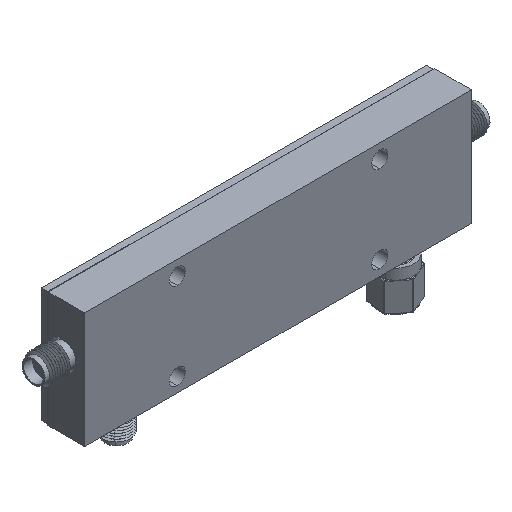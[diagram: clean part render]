
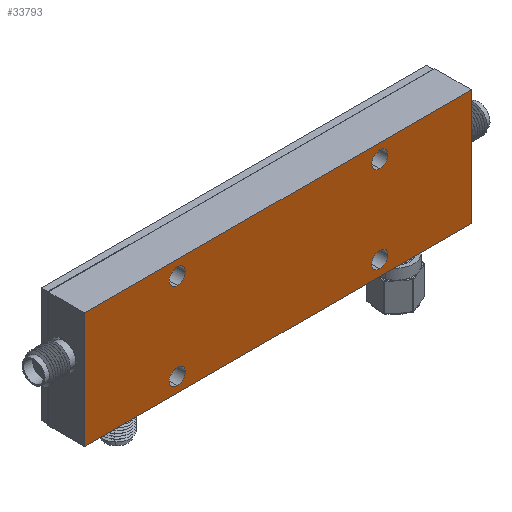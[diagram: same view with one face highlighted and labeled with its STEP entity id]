
A CAD part, isometric view. The second image highlights one B-rep face of the part: STEP entity #33793.
In plain terms, the highlighted planar face has unit normal (0, -1, 0).
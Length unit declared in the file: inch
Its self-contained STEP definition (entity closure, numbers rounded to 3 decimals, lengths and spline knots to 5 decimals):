
#146 = ORIENTED_EDGE ( 'NONE', *, *, #31409, .F. ) ;
#607 = EDGE_LOOP ( 'NONE', ( #146, #15831, #12902, #18082 ) ) ;
#1879 = CARTESIAN_POINT ( 'NONE',  ( -0.87, 0., 0.445 ) ) ;
#2130 = EDGE_CURVE ( 'NONE', #15708, #27319, #2148, .T. ) ;
#2148 = CIRCLE ( 'NONE', #5732, 0.07 ) ;
#2186 = ORIENTED_EDGE ( 'NONE', *, *, #27019, .T. ) ;
#2997 = FACE_BOUND ( 'NONE', #30601, .T. ) ;
#3003 = CARTESIAN_POINT ( 'NONE',  ( -0.87, 0., 0.375 ) ) ;
#3327 = CIRCLE ( 'NONE', #18941, 0.07 ) ;
#3818 = CARTESIAN_POINT ( 'NONE',  ( -1.67, 0., 0.5 ) ) ;
#4020 = DIRECTION ( 'NONE',  ( 0., 1., 0. ) ) ;
#4925 = AXIS2_PLACEMENT_3D ( 'NONE', #3003, #6353, #41165 ) ;
#5075 = CARTESIAN_POINT ( 'NONE',  ( 1.67, 0., -0.5 ) ) ;
#5732 = AXIS2_PLACEMENT_3D ( 'NONE', #18220, #4020, #35403 ) ;
#5895 = CARTESIAN_POINT ( 'NONE',  ( 0., 0., 0. ) ) ;
#5950 = CARTESIAN_POINT ( 'NONE',  ( 0.88, 0., -0.305 ) ) ;
#6353 = DIRECTION ( 'NONE',  ( 0., 1., 0. ) ) ;
#6428 = CARTESIAN_POINT ( 'NONE',  ( 0.88, 0., -0.445 ) ) ;
#6788 = ORIENTED_EDGE ( 'NONE', *, *, #9991, .T. ) ;
#6872 = CARTESIAN_POINT ( 'NONE',  ( -1.67, 0., -0.5 ) ) ;
#7323 = DIRECTION ( 'NONE',  ( 0., 0., 1. ) ) ;
#7805 = EDGE_CURVE ( 'NONE', #35547, #21155, #28130, .T. ) ;
#8090 = VERTEX_POINT ( 'NONE', #27646 ) ;
#8254 = ORIENTED_EDGE ( 'NONE', *, *, #12675, .T. ) ;
#8733 = CARTESIAN_POINT ( 'NONE',  ( 0.88, 0., 0.445 ) ) ;
#8916 = EDGE_LOOP ( 'NONE', ( #18080, #8254 ) ) ;
#9439 = FACE_BOUND ( 'NONE', #8916, .T. ) ;
#9665 = PLANE ( 'NONE',  #19331 ) ;
#9710 = DIRECTION ( 'NONE',  ( 0., 1., 0. ) ) ;
#9991 = EDGE_CURVE ( 'NONE', #8090, #19440, #23153, .T. ) ;
#10464 = CIRCLE ( 'NONE', #23285, 0.07 ) ;
#11898 = AXIS2_PLACEMENT_3D ( 'NONE', #36786, #30081, #37472 ) ;
#12157 = VERTEX_POINT ( 'NONE', #32672 ) ;
#12675 = EDGE_CURVE ( 'NONE', #20247, #12157, #44125, .T. ) ;
#12902 = ORIENTED_EDGE ( 'NONE', *, *, #24429, .F. ) ;
#13095 = CARTESIAN_POINT ( 'NONE',  ( 0.88, 0., 0.375 ) ) ;
#13527 = EDGE_CURVE ( 'NONE', #36654, #14918, #38440, .T. ) ;
#14845 = CARTESIAN_POINT ( 'NONE',  ( -0.87, 0., -0.375 ) ) ;
#14918 = VERTEX_POINT ( 'NONE', #1879 ) ;
#15708 = VERTEX_POINT ( 'NONE', #6428 ) ;
#15831 = ORIENTED_EDGE ( 'NONE', *, *, #7805, .F. ) ;
#16002 = VERTEX_POINT ( 'NONE', #40752 ) ;
#16164 = ORIENTED_EDGE ( 'NONE', *, *, #13527, .T. ) ;
#17844 = CARTESIAN_POINT ( 'NONE',  ( -0.87, 0., 0.375 ) ) ;
#18062 = DIRECTION ( 'NONE',  ( 0., 0., 1. ) ) ;
#18080 = ORIENTED_EDGE ( 'NONE', *, *, #41334, .T. ) ;
#18082 = ORIENTED_EDGE ( 'NONE', *, *, #21718, .F. ) ;
#18153 = ORIENTED_EDGE ( 'NONE', *, *, #40904, .T. ) ;
#18220 = CARTESIAN_POINT ( 'NONE',  ( 0.88, 0., -0.375 ) ) ;
#18378 = CARTESIAN_POINT ( 'NONE',  ( -1.67, 0., 0.5 ) ) ;
#18636 = CARTESIAN_POINT ( 'NONE',  ( 1.67, 0., 0.5 ) ) ;
#18941 = AXIS2_PLACEMENT_3D ( 'NONE', #26200, #9710, #44142 ) ;
#19331 = AXIS2_PLACEMENT_3D ( 'NONE', #5895, #23255, #30149 ) ;
#19440 = VERTEX_POINT ( 'NONE', #25205 ) ;
#19935 = VECTOR ( 'NONE', #43679, 39.37008 ) ;
#20247 = VERTEX_POINT ( 'NONE', #8733 ) ;
#21155 = VERTEX_POINT ( 'NONE', #40919 ) ;
#21329 = EDGE_CURVE ( 'NONE', #14918, #36654, #42938, .T. ) ;
#21669 = CARTESIAN_POINT ( 'NONE',  ( -0.87, 0., -0.375 ) ) ;
#21718 = EDGE_CURVE ( 'NONE', #32630, #16002, #33811, .T. ) ;
#22589 = EDGE_LOOP ( 'NONE', ( #35328, #18153 ) ) ;
#23153 = CIRCLE ( 'NONE', #35245, 0.07 ) ;
#23255 = DIRECTION ( 'NONE',  ( 0., -1., 0. ) ) ;
#23285 = AXIS2_PLACEMENT_3D ( 'NONE', #14845, #24029, #7323 ) ;
#24029 = DIRECTION ( 'NONE',  ( 0., 1., 0. ) ) ;
#24429 = EDGE_CURVE ( 'NONE', #16002, #35547, #31113, .T. ) ;
#25040 = CARTESIAN_POINT ( 'NONE',  ( -1.67, 0., 0.5 ) ) ;
#25042 = DIRECTION ( 'NONE',  ( 0., 1., 0. ) ) ;
#25205 = CARTESIAN_POINT ( 'NONE',  ( -0.87, 0., -0.305 ) ) ;
#26036 = CARTESIAN_POINT ( 'NONE',  ( -0.87, 0., 0.305 ) ) ;
#26200 = CARTESIAN_POINT ( 'NONE',  ( 0.88, 0., 0.375 ) ) ;
#26493 = DIRECTION ( 'NONE',  ( -1., 0., 0. ) ) ;
#26822 = FACE_BOUND ( 'NONE', #37680, .T. ) ;
#27019 = EDGE_CURVE ( 'NONE', #19440, #8090, #10464, .T. ) ;
#27051 = FACE_OUTER_BOUND ( 'NONE', #607, .T. ) ;
#27319 = VERTEX_POINT ( 'NONE', #5950 ) ;
#27646 = CARTESIAN_POINT ( 'NONE',  ( -0.87, 0., -0.445 ) ) ;
#28130 = LINE ( 'NONE', #25040, #40362 ) ;
#28549 = DIRECTION ( 'NONE',  ( 0., 1., 0. ) ) ;
#30081 = DIRECTION ( 'NONE',  ( 0., 1., 0. ) ) ;
#30149 = DIRECTION ( 'NONE',  ( 0., 0., -1. ) ) ;
#30601 = EDGE_LOOP ( 'NONE', ( #6788, #2186 ) ) ;
#31113 = LINE ( 'NONE', #18378, #31666 ) ;
#31409 = EDGE_CURVE ( 'NONE', #21155, #32630, #36658, .T. ) ;
#31666 = VECTOR ( 'NONE', #34686, 39.37008 ) ;
#32630 = VERTEX_POINT ( 'NONE', #5075 ) ;
#32672 = CARTESIAN_POINT ( 'NONE',  ( 0.88, 0., 0.305 ) ) ;
#32877 = AXIS2_PLACEMENT_3D ( 'NONE', #17844, #28549, #18062 ) ;
#33793 = ADVANCED_FACE ( 'NONE', ( #9439, #2997, #27051, #40722, #26822 ), #9665, .T. ) ;
#33811 = LINE ( 'NONE', #6872, #35766 ) ;
#34686 = DIRECTION ( 'NONE',  ( 0., 0., 1. ) ) ;
#35245 = AXIS2_PLACEMENT_3D ( 'NONE', #21669, #25042, #38681 ) ;
#35328 = ORIENTED_EDGE ( 'NONE', *, *, #2130, .T. ) ;
#35403 = DIRECTION ( 'NONE',  ( 0., 0., 1. ) ) ;
#35407 = CIRCLE ( 'NONE', #11898, 0.07 ) ;
#35547 = VERTEX_POINT ( 'NONE', #3818 ) ;
#35766 = VECTOR ( 'NONE', #26493, 39.37008 ) ;
#36637 = ORIENTED_EDGE ( 'NONE', *, *, #21329, .T. ) ;
#36654 = VERTEX_POINT ( 'NONE', #26036 ) ;
#36658 = LINE ( 'NONE', #18636, #19935 ) ;
#36786 = CARTESIAN_POINT ( 'NONE',  ( 0.88, 0., -0.375 ) ) ;
#36988 = DIRECTION ( 'NONE',  ( 0., 1., 0. ) ) ;
#37472 = DIRECTION ( 'NONE',  ( 0., 0., 1. ) ) ;
#37680 = EDGE_LOOP ( 'NONE', ( #16164, #36637 ) ) ;
#38229 = DIRECTION ( 'NONE',  ( 1., 0., 0. ) ) ;
#38440 = CIRCLE ( 'NONE', #4925, 0.07 ) ;
#38681 = DIRECTION ( 'NONE',  ( 0., 0., 1. ) ) ;
#39079 = AXIS2_PLACEMENT_3D ( 'NONE', #13095, #36988, #39731 ) ;
#39731 = DIRECTION ( 'NONE',  ( 0., 0., 1. ) ) ;
#40362 = VECTOR ( 'NONE', #38229, 39.37008 ) ;
#40722 = FACE_BOUND ( 'NONE', #22589, .T. ) ;
#40752 = CARTESIAN_POINT ( 'NONE',  ( -1.67, 0., -0.5 ) ) ;
#40904 = EDGE_CURVE ( 'NONE', #27319, #15708, #35407, .T. ) ;
#40919 = CARTESIAN_POINT ( 'NONE',  ( 1.67, 0., 0.5 ) ) ;
#41165 = DIRECTION ( 'NONE',  ( 0., 0., 1. ) ) ;
#41334 = EDGE_CURVE ( 'NONE', #12157, #20247, #3327, .T. ) ;
#42938 = CIRCLE ( 'NONE', #32877, 0.07 ) ;
#43679 = DIRECTION ( 'NONE',  ( 0., 0., -1. ) ) ;
#44125 = CIRCLE ( 'NONE', #39079, 0.07 ) ;
#44142 = DIRECTION ( 'NONE',  ( 0., 0., 1. ) ) ;
